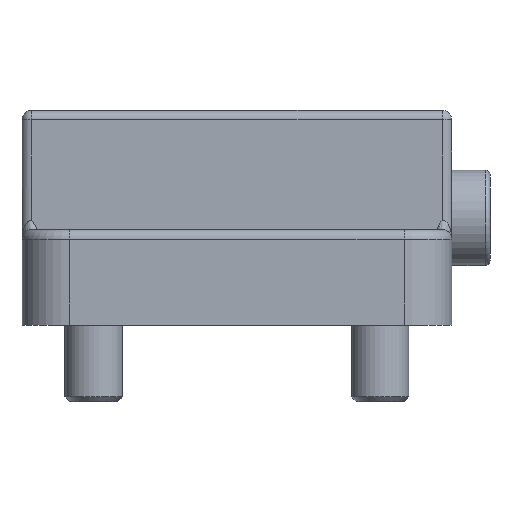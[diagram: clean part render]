
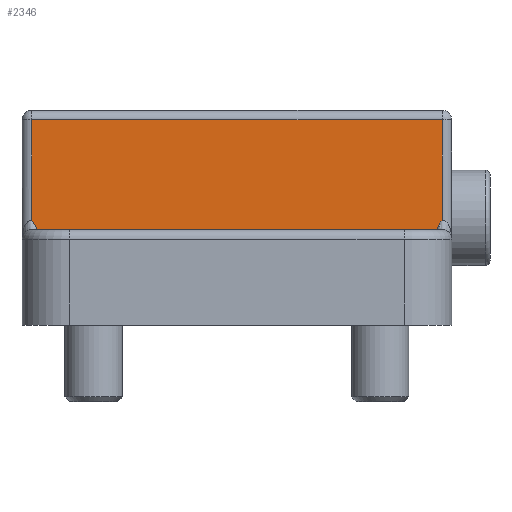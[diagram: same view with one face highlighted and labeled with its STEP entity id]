
A CAD part, left-side view. The second image highlights one B-rep face of the part: STEP entity #2346.
In plain terms, the highlighted planar face has unit normal (-1, 0, 0).
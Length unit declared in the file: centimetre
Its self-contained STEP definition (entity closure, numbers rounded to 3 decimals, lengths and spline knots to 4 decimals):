
#51=B_SPLINE_CURVE_WITH_KNOTS('',3,(#3932,#3933,#3934,#3935,#3936,#3937,
#3938,#3939,#3940,#3941),.UNSPECIFIED.,.F.,.F.,(4,2,2,2,4),(0.0569,
1.3079,1.4548,1.4812,1.4836),
 .UNSPECIFIED.);
#52=B_SPLINE_CURVE_WITH_KNOTS('',3,(#4024,#4025,#4026,#4027,#4028,#4029),
 .UNSPECIFIED.,.F.,.F.,(4,2,4),(-0.0018,0.,1.0411),
 .UNSPECIFIED.);
#100=PLANE('',#2575);
#232=FACE_OUTER_BOUND('',#399,.T.);
#399=EDGE_LOOP('',(#1829,#1830,#1831,#1832,#1833,#1834));
#567=LINE('',#3945,#765);
#569=LINE('',#4044,#767);
#577=LINE('',#4098,#775);
#578=LINE('',#4110,#776);
#765=VECTOR('',#2931,1.);
#767=VECTOR('',#2943,1.);
#775=VECTOR('',#3013,1.);
#776=VECTOR('',#3036,1.);
#1099=VERTEX_POINT('',#3922);
#1100=VERTEX_POINT('',#3930);
#1101=VERTEX_POINT('',#3943);
#1103=VERTEX_POINT('',#4022);
#1104=VERTEX_POINT('',#4023);
#1120=VERTEX_POINT('',#4096);
#1340=EDGE_CURVE('',#1099,#1100,#51,.T.);
#1342=EDGE_CURVE('',#1101,#1100,#567,.T.);
#1345=EDGE_CURVE('',#1103,#1104,#52,.T.);
#1349=EDGE_CURVE('',#1099,#1104,#569,.T.);
#1377=EDGE_CURVE('',#1120,#1101,#577,.T.);
#1383=EDGE_CURVE('',#1103,#1120,#578,.T.);
#1829=ORIENTED_EDGE('',*,*,#1340,.T.);
#1830=ORIENTED_EDGE('',*,*,#1342,.F.);
#1831=ORIENTED_EDGE('',*,*,#1377,.F.);
#1832=ORIENTED_EDGE('',*,*,#1383,.F.);
#1833=ORIENTED_EDGE('',*,*,#1345,.T.);
#1834=ORIENTED_EDGE('',*,*,#1349,.F.);
#2346=ADVANCED_FACE('',(#232),#100,.T.);
#2575=AXIS2_PLACEMENT_3D('',#4109,#3034,#3035);
#2931=DIRECTION('',(0.,0.,-1.));
#2943=DIRECTION('',(0.,1.,0.));
#3013=DIRECTION('',(0.,-1.,0.));
#3034=DIRECTION('center_axis',(-1.,0.,0.));
#3035=DIRECTION('ref_axis',(0.,-1.,0.));
#3036=DIRECTION('',(0.,0.,1.));
#3922=CARTESIAN_POINT('',(-49.,-5.8964,10.));
#3930=CARTESIAN_POINT('',(-49.,-6.5,11.));
#3932=CARTESIAN_POINT('Ctrl Pts',(-49.,-5.8964,10.));
#3933=CARTESIAN_POINT('Ctrl Pts',(-49.,-6.0777,10.3677));
#3934=CARTESIAN_POINT('Ctrl Pts',(-49.,-6.2171,10.6717));
#3935=CARTESIAN_POINT('Ctrl Pts',(-49.,-6.4364,10.9327));
#3936=CARTESIAN_POINT('Ctrl Pts',(-49.,-6.4603,10.9593));
#3937=CARTESIAN_POINT('Ctrl Pts',(-49.,-6.4897,10.9896));
#3938=CARTESIAN_POINT('Ctrl Pts',(-49.,-6.4942,10.9942));
#3939=CARTESIAN_POINT('Ctrl Pts',(-49.,-6.4992,10.9992));
#3940=CARTESIAN_POINT('Ctrl Pts',(-49.,-6.4996,10.9996));
#3941=CARTESIAN_POINT('Ctrl Pts',(-49.,-6.5,11.));
#3943=CARTESIAN_POINT('',(-49.,-6.5,21.5));
#3945=CARTESIAN_POINT('',(-49.,-6.5,0.));
#4022=CARTESIAN_POINT('',(-49.,36.5,11.));
#4023=CARTESIAN_POINT('',(-49.,35.8964,10.));
#4024=CARTESIAN_POINT('Ctrl Pts',(-49.,36.5,11.));
#4025=CARTESIAN_POINT('Ctrl Pts',(-49.,36.4996,10.9996));
#4026=CARTESIAN_POINT('Ctrl Pts',(-49.,36.4992,10.9992));
#4027=CARTESIAN_POINT('Ctrl Pts',(-49.,36.2537,10.753));
#4028=CARTESIAN_POINT('Ctrl Pts',(-49.,36.1056,10.4241));
#4029=CARTESIAN_POINT('Ctrl Pts',(-49.,35.8964,10.));
#4044=CARTESIAN_POINT('',(-49.,26.25,10.));
#4096=CARTESIAN_POINT('',(-49.,36.5,21.5));
#4098=CARTESIAN_POINT('',(-49.,26.25,21.5));
#4109=CARTESIAN_POINT('Origin',(-49.,37.5,0.));
#4110=CARTESIAN_POINT('',(-49.,36.5,0.));
